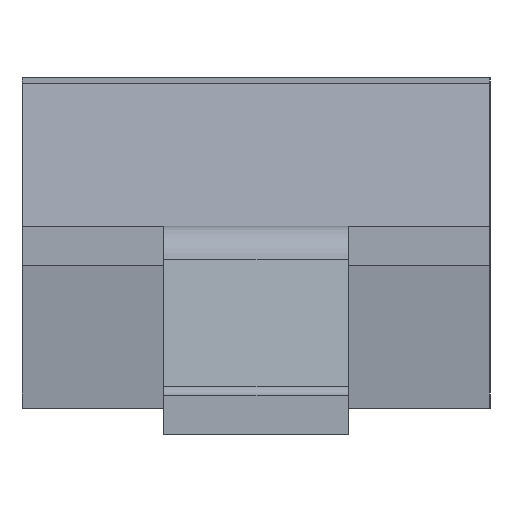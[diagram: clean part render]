
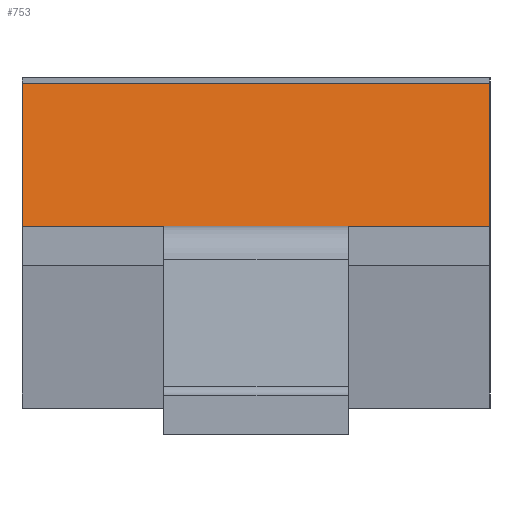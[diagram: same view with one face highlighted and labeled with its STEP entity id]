
A CAD part, left-side view. The second image highlights one B-rep face of the part: STEP entity #753.
In plain terms, the highlighted planar face has unit normal (-0.99, 0, 0.139).
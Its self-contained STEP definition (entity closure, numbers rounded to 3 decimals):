
#49=FACE_OUTER_BOUND('',#93,.T.);
#93=EDGE_LOOP('',(#501,#502,#503,#504));
#137=LINE('',#1099,#229);
#138=LINE('',#1101,#230);
#139=LINE('',#1103,#231);
#140=LINE('',#1104,#232);
#229=VECTOR('',#882,10.);
#230=VECTOR('',#883,10.);
#231=VECTOR('',#884,10.);
#232=VECTOR('',#885,10.);
#321=VERTEX_POINT('',#1097);
#322=VERTEX_POINT('',#1098);
#323=VERTEX_POINT('',#1100);
#324=VERTEX_POINT('',#1102);
#393=EDGE_CURVE('',#321,#322,#137,.T.);
#394=EDGE_CURVE('',#322,#323,#138,.T.);
#395=EDGE_CURVE('',#323,#324,#139,.T.);
#396=EDGE_CURVE('',#324,#321,#140,.T.);
#501=ORIENTED_EDGE('',*,*,#393,.T.);
#502=ORIENTED_EDGE('',*,*,#394,.T.);
#503=ORIENTED_EDGE('',*,*,#395,.T.);
#504=ORIENTED_EDGE('',*,*,#396,.T.);
#717=PLANE('',#815);
#753=ADVANCED_FACE('',(#49),#717,.T.);
#815=AXIS2_PLACEMENT_3D('',#1096,#880,#881);
#880=DIRECTION('center_axis',(-0.99,0.,0.139));
#881=DIRECTION('ref_axis',(0.139,0.,0.99));
#882=DIRECTION('',(0.139,0.,0.99));
#883=DIRECTION('',(0.,1.,0.));
#884=DIRECTION('',(-0.139,0.,-0.99));
#885=DIRECTION('',(0.,-1.,0.));
#1096=CARTESIAN_POINT('Origin',(-1.381,0.45,1.075));
#1097=CARTESIAN_POINT('',(-1.42,-0.9,0.8));
#1098=CARTESIAN_POINT('',(-1.343,-0.9,1.35));
#1099=CARTESIAN_POINT('',(-1.449,-0.9,0.594));
#1100=CARTESIAN_POINT('',(-1.343,0.9,1.35));
#1101=CARTESIAN_POINT('',(-1.343,0.45,1.35));
#1102=CARTESIAN_POINT('',(-1.42,0.9,0.8));
#1103=CARTESIAN_POINT('',(-1.421,0.9,0.79));
#1104=CARTESIAN_POINT('',(-1.42,0.45,0.8));
